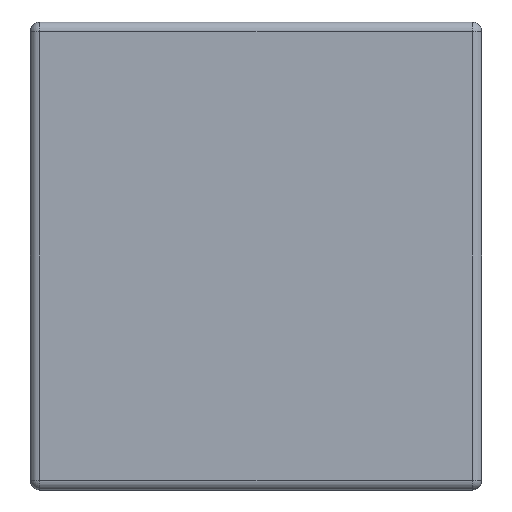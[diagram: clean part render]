
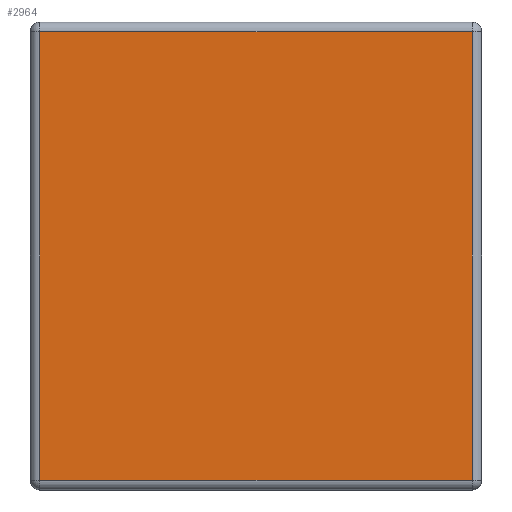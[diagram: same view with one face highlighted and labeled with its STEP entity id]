
A CAD part, left-side view. The second image highlights one B-rep face of the part: STEP entity #2964.
In plain terms, the highlighted planar face has unit normal (-1, 0, 0).
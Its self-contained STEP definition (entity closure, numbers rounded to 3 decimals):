
#277 = EDGE_LOOP ( 'NONE', ( #624, #1368, #2107, #2614 ) ) ;
#376 = VECTOR ( 'NONE', #1125, 1000. ) ;
#453 = CARTESIAN_POINT ( 'NONE',  ( 0., 0.03, 0. ) ) ;
#545 = EDGE_CURVE ( 'NONE', #3579, #2665, #2392, .T. ) ;
#624 = ORIENTED_EDGE ( 'NONE', *, *, #1467, .T. ) ;
#849 = CARTESIAN_POINT ( 'NONE',  ( 0., 1.37, -1.42 ) ) ;
#970 = DIRECTION ( 'NONE',  ( 0., 0., 1. ) ) ;
#1125 = DIRECTION ( 'NONE',  ( 0., -1., 0. ) ) ;
#1228 = EDGE_CURVE ( 'NONE', #3062, #3579, #4097, .T. ) ;
#1301 = VECTOR ( 'NONE', #1364, 1000. ) ;
#1364 = DIRECTION ( 'NONE',  ( 0., 1., 0. ) ) ;
#1368 = ORIENTED_EDGE ( 'NONE', *, *, #4515, .T. ) ;
#1413 = CARTESIAN_POINT ( 'NONE',  ( 0., 0.03, -0.03 ) ) ;
#1467 = EDGE_CURVE ( 'NONE', #2665, #2774, #4422, .T. ) ;
#1661 = DIRECTION ( 'NONE',  ( -1., 0., 0. ) ) ;
#1706 = CARTESIAN_POINT ( 'NONE',  ( 0., 0., 0. ) ) ;
#1908 = AXIS2_PLACEMENT_3D ( 'NONE', #1706, #1661, #970 ) ;
#2042 = DIRECTION ( 'NONE',  ( 0., 0., -1. ) ) ;
#2101 = CARTESIAN_POINT ( 'NONE',  ( 0., 1.37, -0.03 ) ) ;
#2107 = ORIENTED_EDGE ( 'NONE', *, *, #1228, .T. ) ;
#2238 = VECTOR ( 'NONE', #2042, 1000. ) ;
#2392 = LINE ( 'NONE', #3786, #2238 ) ;
#2614 = ORIENTED_EDGE ( 'NONE', *, *, #545, .T. ) ;
#2639 = VECTOR ( 'NONE', #3641, 1000. ) ;
#2665 = VERTEX_POINT ( 'NONE', #849 ) ;
#2774 = VERTEX_POINT ( 'NONE', #2999 ) ;
#2916 = CARTESIAN_POINT ( 'NONE',  ( 0., 0., -1.42 ) ) ;
#2964 = ADVANCED_FACE ( 'NONE', ( #3198 ), #4490, .T. ) ;
#2999 = CARTESIAN_POINT ( 'NONE',  ( 0., 0.03, -1.42 ) ) ;
#3062 = VERTEX_POINT ( 'NONE', #1413 ) ;
#3198 = FACE_OUTER_BOUND ( 'NONE', #277, .T. ) ;
#3565 = LINE ( 'NONE', #453, #2639 ) ;
#3579 = VERTEX_POINT ( 'NONE', #2101 ) ;
#3641 = DIRECTION ( 'NONE',  ( 0., 0., 1. ) ) ;
#3786 = CARTESIAN_POINT ( 'NONE',  ( 0., 1.37, -1.45 ) ) ;
#4097 = LINE ( 'NONE', #4527, #1301 ) ;
#4422 = LINE ( 'NONE', #2916, #376 ) ;
#4490 = PLANE ( 'NONE',  #1908 ) ;
#4515 = EDGE_CURVE ( 'NONE', #2774, #3062, #3565, .T. ) ;
#4527 = CARTESIAN_POINT ( 'NONE',  ( 0., 1.4, -0.03 ) ) ;
